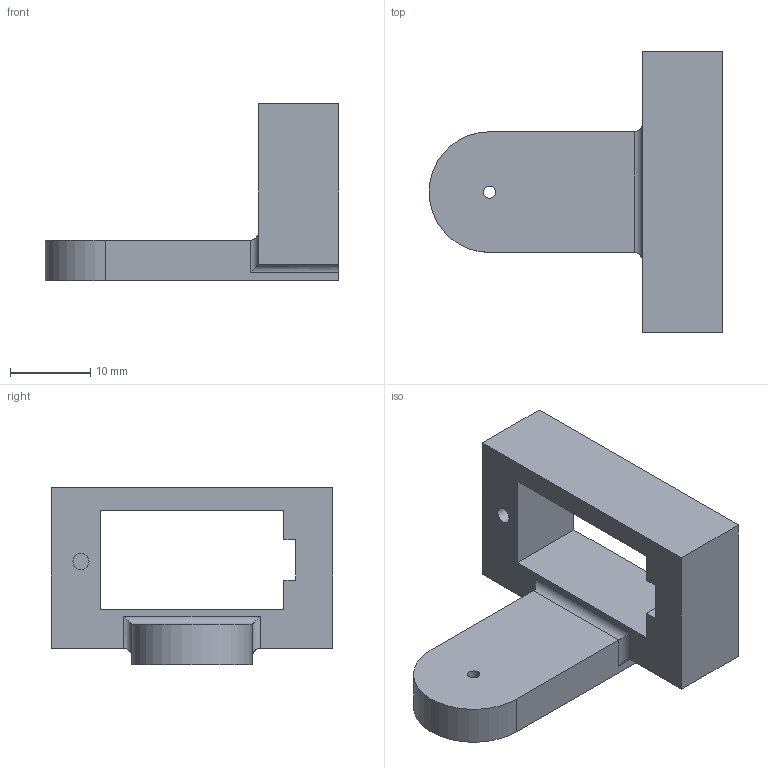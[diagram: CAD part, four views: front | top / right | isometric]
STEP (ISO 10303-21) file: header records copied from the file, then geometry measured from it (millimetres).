
FILE_DESCRIPTION(('STEP AP242'), '1');
FILE_NAME('ïîâîðîò ', '', ('UNSPECIFIED'), ('UNSPECIFIED'), 'C3D Converter', 'C3D Toolkit', '');
FILE_SCHEMA(('AP242_MANAGED_MODEL_BASED_3D_ENGINEERING_MIM_LF { 1 0 10303 442 1 1 4 }'));
Length unit declared in the file: millimetre
Products named in the file (1):  ВО
Bounding box: 36.5 x 35 x 22 mm (x, y, z)
Volume: 6175.3 mm3; surface area: 3823.1 mm2
Topology: 1 solids, 1 shells, 30 faces, 74 edges, 48 vertices
Faces by surface type: plane 21, cylinder 9
Full cylindrical faces by diameter (mm): 1.5 x1, 2 x1, 4.9 x1
Entity records: 909 total; most frequent: CARTESIAN_POINT 162, ORIENTED_EDGE 142, DIRECTION 139, EDGE_CURVE 71, LINE 57, VECTOR 57, VERTEX_POINT 48, AXIS2_PLACEMENT_3D 41
